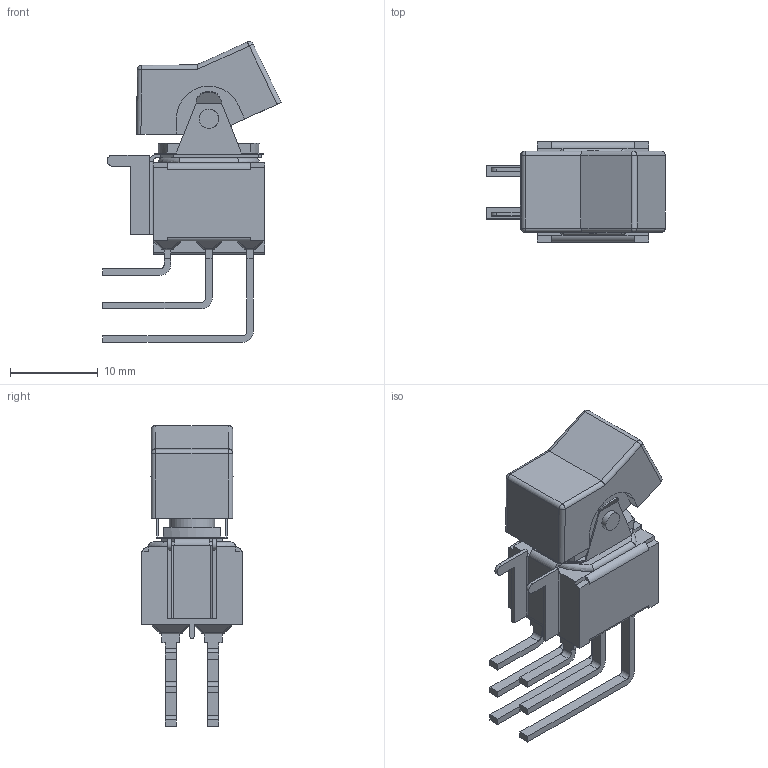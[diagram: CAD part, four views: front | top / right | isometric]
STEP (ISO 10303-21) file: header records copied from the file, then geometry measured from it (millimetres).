
FILE_DESCRIPTION(/* description */ (' '),/* implementation_level */ '2;1');
FILE_NAME(/* name */ '300DPxJ1xxxM7xE.stp',/* time_stamp */ '2024-07-16T11:19:28-05:00',/* author */ ('mwilliams'),/* organization */ (' '),/* preprocessor_version */ 'ST-DEVELOPER v18.1',/* originating_system */ 'Autodesk Inventor 2022',/* authorisation */ ' ');
FILE_SCHEMA (('AUTOMOTIVE_DESIGN { 1 0 10303 214 3 1 1 }'));
Length unit declared in the file: inch
Products named in the file (1): 300DPxJ1xxxM7xE
Bounding box: 20.31 x 11.43 x 34.25 mm (x, y, z)
Volume: 1640.1 mm3; surface area: 3253.7 mm2
Topology: 1 solids, 2 shells, 482 faces, 1250 edges, 782 vertices
Faces by surface type: plane 347, cylinder 105, sphere 28, torus 2
Full cylindrical faces by diameter (mm): 2.2 x2, 3.2 x1, 5.2 x1
Entity records: 14557 total; most frequent: CARTESIAN_POINT 2573, ORIENTED_EDGE 2496, DIRECTION 2450, EDGE_CURVE 1248, LINE 1004, VECTOR 1004, VERTEX_POINT 782, AXIS2_PLACEMENT_3D 723
